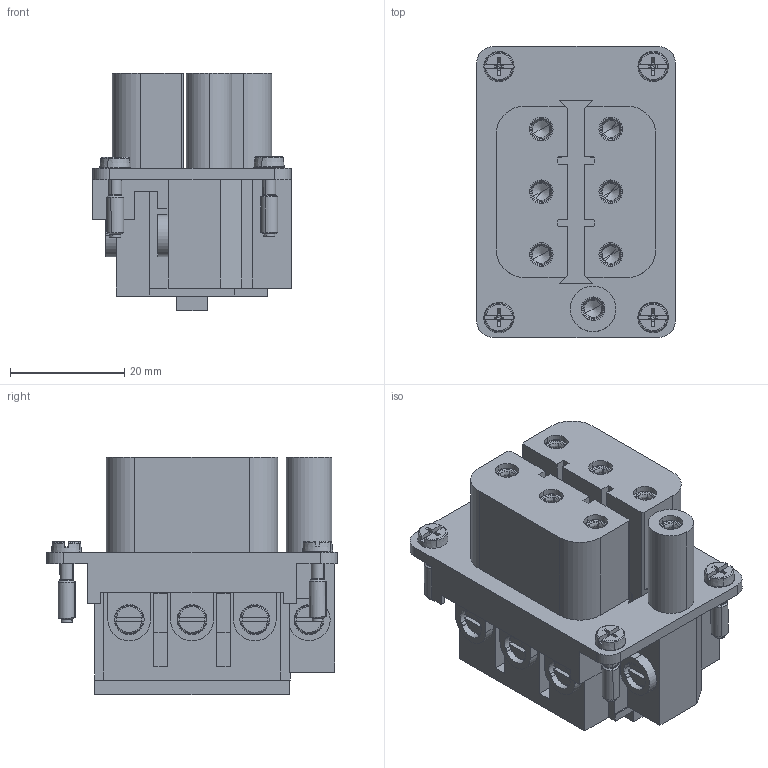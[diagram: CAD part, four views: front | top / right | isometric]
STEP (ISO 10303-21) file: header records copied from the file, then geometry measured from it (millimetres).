
FILE_DESCRIPTION(('CATIA V5 STEP','CAx-IF Rec.Pracs.--- Model Styling and Organization---1.2---2011-12-15'),'2;1');
FILE_NAME ('176401-1_1', '2018-07-17T08:05:08+00:00', ('none'), ('Weidmueller'), 'CATIA Version 5-6 Release 2014 SP4 HF52', 'CATIA V5 STEP AP214', 'none');
FILE_SCHEMA(('AUTOMOTIVE_DESIGN { 1 0 10303 214 1 1 1 1 }'));
Products named in the file (1): 2466800000
Bounding box: 34.8 x 51 x 41.65 mm (x, y, z)
Volume: 27502.6 mm3; surface area: 30900.7 mm2
Topology: 1 solids, 5 shells, 2041 faces, 6270 edges, 4060 vertices
Faces by surface type: plane 1106, cylinder 434, bspline 203, cone 130, extrusion 88, torus 80
Entity records: 77898 total; most frequent: CARTESIAN_POINT 27780, ORIENTED_EDGE 12468, DIRECTION 6596, EDGE_CURVE 6234, VERTEX_POINT 4060, VECTOR 3025, LINE 2937, AXIS2_PLACEMENT_3D 2404
